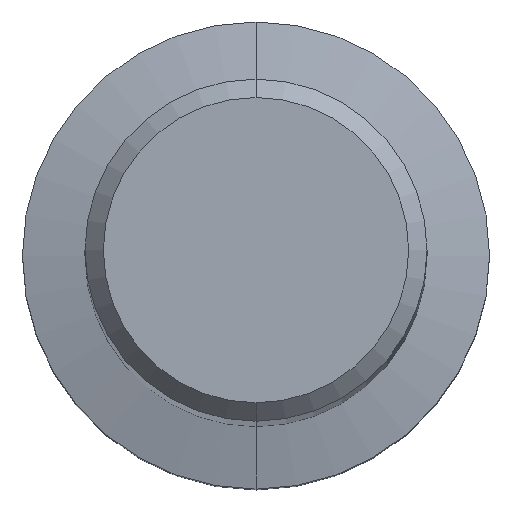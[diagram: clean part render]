
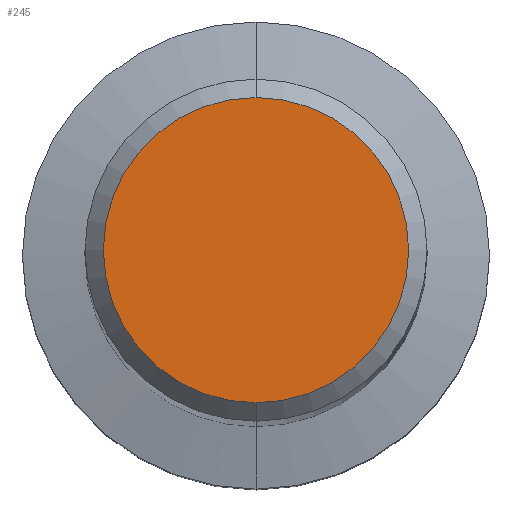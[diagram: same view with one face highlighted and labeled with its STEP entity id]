
A CAD part, top view. The second image highlights one B-rep face of the part: STEP entity #245.
In plain terms, the highlighted planar face has unit normal (0, 0, 1).
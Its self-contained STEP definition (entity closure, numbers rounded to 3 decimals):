
#213=VERTEX_POINT('',#427);
#245=ADVANCED_FACE('',(#460),#461,.T.);
#253=EDGE_CURVE('',#213,#263,#471,.T.);
#263=VERTEX_POINT('',#481);
#267=EDGE_CURVE('',#263,#213,#485,.T.);
#427=CARTESIAN_POINT('',(0.,-4.15,0.0));
#460=FACE_OUTER_BOUND('',#713,.T.);
#461=PLANE('',#714);
#471=CIRCLE('',#728,4.15);
#481=CARTESIAN_POINT('',(0.0,4.15,0.0));
#485=CIRCLE('',#748,4.15);
#713=EDGE_LOOP('',(#976,#977));
#714=AXIS2_PLACEMENT_3D('',#978,#979,#980);
#728=AXIS2_PLACEMENT_3D('',#993,#994,#995);
#748=AXIS2_PLACEMENT_3D('',#1001,#1002,#1003);
#976=ORIENTED_EDGE('',*,*,#267,.F.);
#977=ORIENTED_EDGE('',*,*,#253,.F.);
#978=CARTESIAN_POINT('',(0.0,2.075,0.0));
#979=DIRECTION('',(-0.0,0.0,1.0));
#980=DIRECTION('',(0.0,-1.0,0.0));
#993=CARTESIAN_POINT('',(0.0,0.0,0.0));
#994=DIRECTION('',(0.0,0.0,-1.0));
#995=DIRECTION('',(0.0,1.0,0.0));
#1001=CARTESIAN_POINT('',(0.0,0.0,0.0));
#1002=DIRECTION('',(0.0,0.0,-1.0));
#1003=DIRECTION('',(0.0,1.0,0.0));
